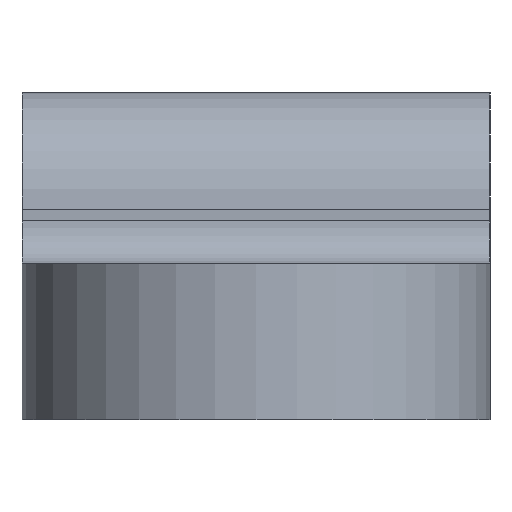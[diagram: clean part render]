
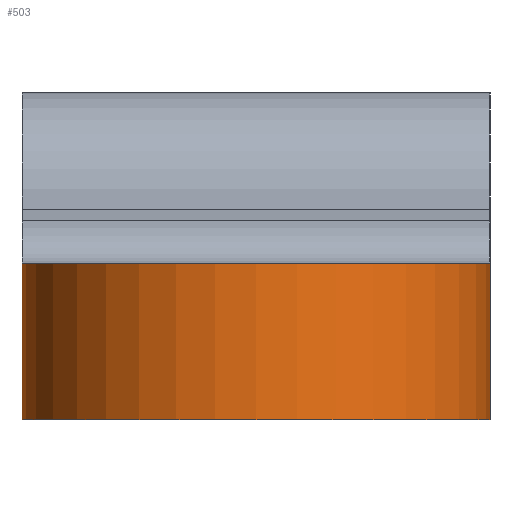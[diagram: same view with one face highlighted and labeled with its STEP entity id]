
A CAD part, left-side view. The second image highlights one B-rep face of the part: STEP entity #503.
In plain terms, the highlighted cylindrical face has radius 3 mm (diameter 6 mm), a partial arc.
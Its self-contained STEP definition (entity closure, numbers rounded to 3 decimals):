
#52=FACE_OUTER_BOUND('',#79,.T.);
#79=EDGE_LOOP('',(#436,#437,#438,#439));
#112=LINE('',#794,#162);
#132=LINE('',#855,#182);
#162=VECTOR('',#637,10.);
#182=VECTOR('',#703,10.);
#204=CIRCLE('',#561,3.);
#206=CIRCLE('',#564,3.);
#235=VERTEX_POINT('',#791);
#236=VERTEX_POINT('',#793);
#252=VERTEX_POINT('',#847);
#254=VERTEX_POINT('',#853);
#292=EDGE_CURVE('',#236,#235,#112,.T.);
#319=EDGE_CURVE('',#252,#236,#204,.T.);
#322=EDGE_CURVE('',#235,#254,#206,.T.);
#323=EDGE_CURVE('',#254,#252,#132,.T.);
#436=ORIENTED_EDGE('',*,*,#322,.T.);
#437=ORIENTED_EDGE('',*,*,#323,.T.);
#438=ORIENTED_EDGE('',*,*,#319,.T.);
#439=ORIENTED_EDGE('',*,*,#292,.T.);
#481=CYLINDRICAL_SURFACE('',#563,3.);
#503=ADVANCED_FACE('',(#52),#481,.T.);
#561=AXIS2_PLACEMENT_3D('',#848,#694,#695);
#563=AXIS2_PLACEMENT_3D('',#852,#699,#700);
#564=AXIS2_PLACEMENT_3D('',#854,#701,#702);
#637=DIRECTION('',(0.,0.,-1.));
#694=DIRECTION('center_axis',(0.,0.,-1.));
#695=DIRECTION('ref_axis',(-0.707,0.707,0.));
#699=DIRECTION('center_axis',(0.,0.,-1.));
#700=DIRECTION('ref_axis',(-0.707,-0.707,0.));
#701=DIRECTION('center_axis',(0.,0.,1.));
#702=DIRECTION('ref_axis',(-0.707,0.707,0.));
#703=DIRECTION('',(0.,0.,1.));
#791=CARTESIAN_POINT('',(-6.5,6.,0.));
#793=CARTESIAN_POINT('',(-6.5,6.,2.));
#794=CARTESIAN_POINT('',(-6.5,6.,1.05));
#847=CARTESIAN_POINT('',(-6.5,0.,2.));
#848=CARTESIAN_POINT('Origin',(-6.5,3.,2.));
#852=CARTESIAN_POINT('Origin',(-6.5,3.,1.05));
#853=CARTESIAN_POINT('',(-6.5,0.,0.));
#854=CARTESIAN_POINT('Origin',(-6.5,3.,0.));
#855=CARTESIAN_POINT('',(-6.5,0.,1.05));
